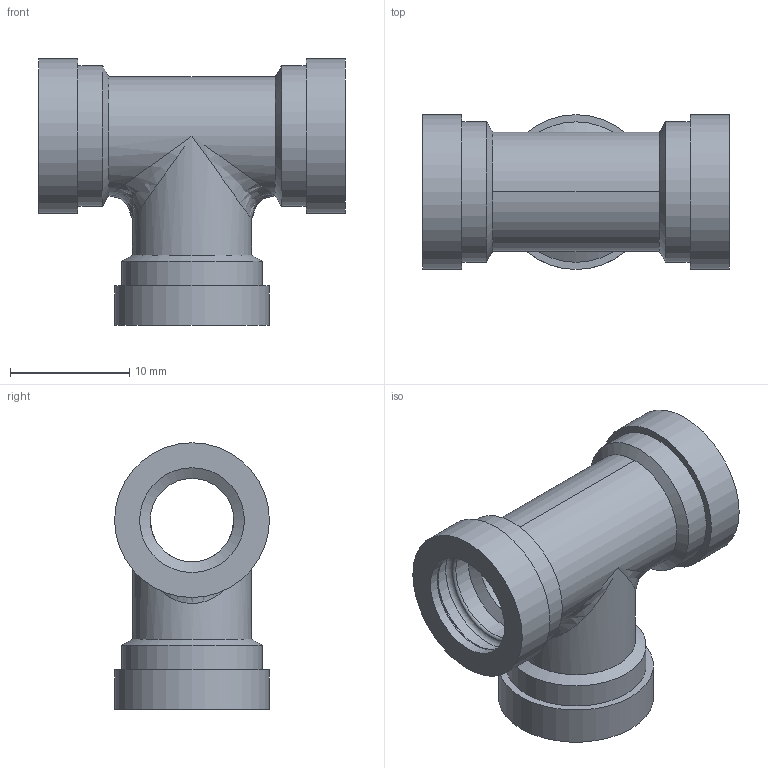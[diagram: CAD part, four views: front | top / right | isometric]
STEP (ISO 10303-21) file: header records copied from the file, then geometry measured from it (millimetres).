
FILE_DESCRIPTION(/* description */ (''),/* implementation_level */ '2;1');
FILE_NAME(/* name */ 'труба 3.stp',/* time_stamp */ '2023-02-20T22:24:55+03:00',/* author */ ('Tasya'),/* organization */ (''),/* preprocessor_version */ 'ST-DEVELOPER v18.1',/* originating_system */ 'Autodesk Inventor 2021',/* authorisation */ '');
FILE_SCHEMA (('AUTOMOTIVE_DESIGN { 1 0 10303 214 3 1 1 }','INTEGRATED_CNC_SCHEMA'));
Length unit declared in the file: millimetre
Products named in the file (1): труба 3
Bounding box: 25.77 x 13 x 22.39 mm (x, y, z)
Volume: 1794.7 mm3; surface area: 2584.6 mm2
Topology: 1 solids, 1 shells, 48 faces, 143 edges, 92 vertices
Faces by surface type: cylinder 20, torus 12, cone 6, plane 6, bspline 4
Full cylindrical faces by diameter (mm): 7 x2, 8.8 x6, 10 x4, 11.8 x3, 13 x3
Entity records: 1870 total; most frequent: CARTESIAN_POINT 472, DIRECTION 335, ORIENTED_EDGE 270, AXIS2_PLACEMENT_3D 155, EDGE_CURVE 135, CIRCLE 100, VERTEX_POINT 92, EDGE_LOOP 55
